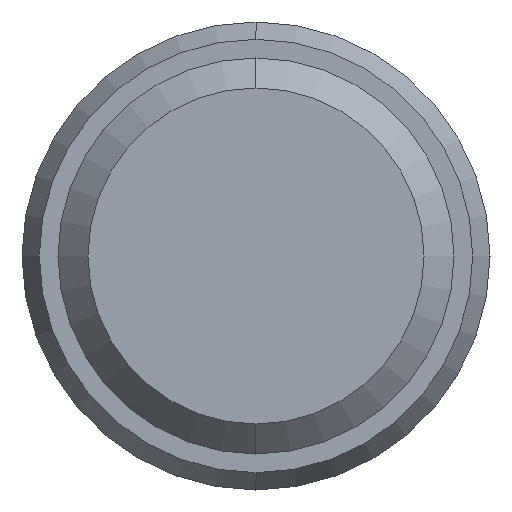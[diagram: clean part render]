
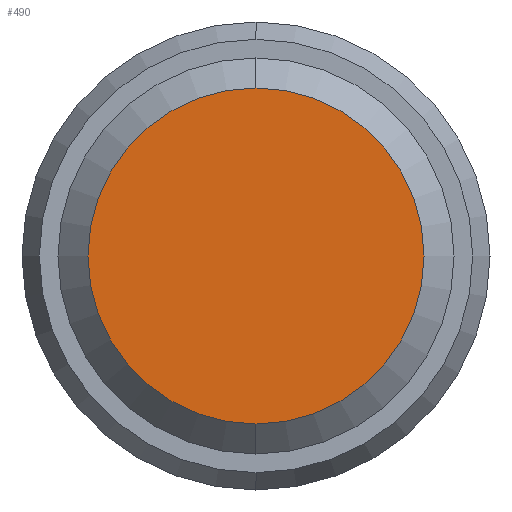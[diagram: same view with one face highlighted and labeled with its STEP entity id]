
A CAD part, left-side view. The second image highlights one B-rep face of the part: STEP entity #490.
In plain terms, the highlighted planar face has unit normal (-1, 0, 0).
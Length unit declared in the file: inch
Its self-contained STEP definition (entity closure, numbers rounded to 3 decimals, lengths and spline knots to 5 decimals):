
#11 = CIRCLE ( 'NONE', #611, 0.028 ) ;
#69 = DIRECTION ( 'NONE',  ( -1., 0., 0. ) ) ;
#79 = DIRECTION ( 'NONE',  ( 0., 0., 1. ) ) ;
#120 = PLANE ( 'NONE',  #581 ) ;
#124 = VERTEX_POINT ( 'NONE', #339 ) ;
#131 = ORIENTED_EDGE ( 'NONE', *, *, #216, .T. ) ;
#139 = EDGE_LOOP ( 'NONE', ( #210, #131 ) ) ;
#203 = CARTESIAN_POINT ( 'NONE',  ( 0., 0., 0.028 ) ) ;
#210 = ORIENTED_EDGE ( 'NONE', *, *, #619, .T. ) ;
#216 = EDGE_CURVE ( 'NONE', #232, #124, #11, .T. ) ;
#232 = VERTEX_POINT ( 'NONE', #203 ) ;
#277 = DIRECTION ( 'NONE',  ( 0., 0., 1. ) ) ;
#311 = CARTESIAN_POINT ( 'NONE',  ( 0., 0., 0. ) ) ;
#329 = DIRECTION ( 'NONE',  ( 0., 0., -1. ) ) ;
#339 = CARTESIAN_POINT ( 'NONE',  ( 0., 0., -0.028 ) ) ;
#341 = CARTESIAN_POINT ( 'NONE',  ( 0., 0., 0. ) ) ;
#355 = CARTESIAN_POINT ( 'NONE',  ( 0., 0., 0. ) ) ;
#378 = CIRCLE ( 'NONE', #588, 0.028 ) ;
#490 = ADVANCED_FACE ( 'NONE', ( #599 ), #120, .F. ) ;
#525 = DIRECTION ( 'NONE',  ( -1., 0., 0. ) ) ;
#581 = AXIS2_PLACEMENT_3D ( 'NONE', #311, #646, #329 ) ;
#588 = AXIS2_PLACEMENT_3D ( 'NONE', #355, #525, #79 ) ;
#599 = FACE_OUTER_BOUND ( 'NONE', #139, .T. ) ;
#611 = AXIS2_PLACEMENT_3D ( 'NONE', #341, #69, #277 ) ;
#619 = EDGE_CURVE ( 'NONE', #124, #232, #378, .T. ) ;
#646 = DIRECTION ( 'NONE',  ( 1., 0., 0. ) ) ;
